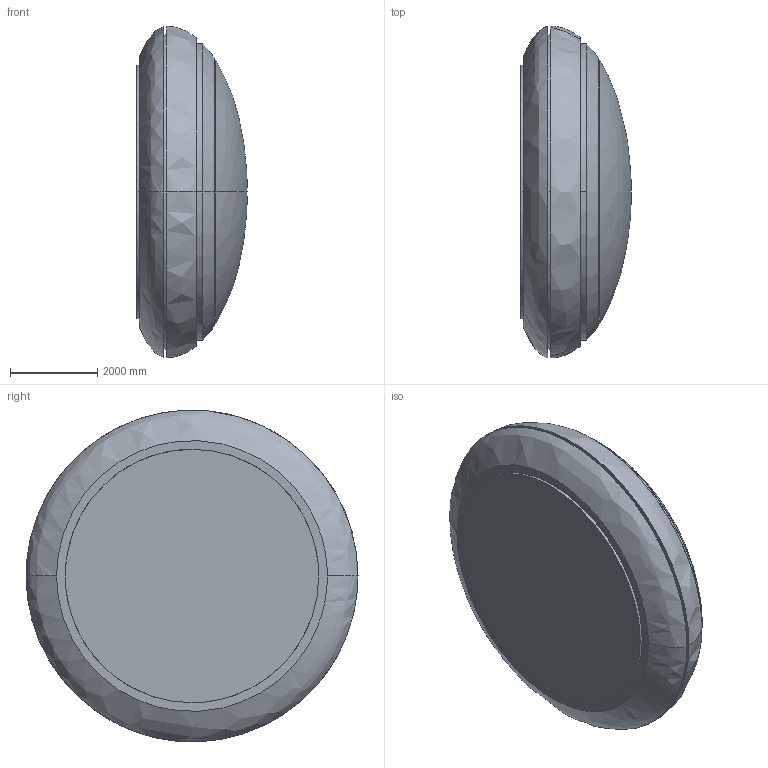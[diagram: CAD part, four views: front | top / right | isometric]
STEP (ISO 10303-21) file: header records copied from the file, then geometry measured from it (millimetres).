
FILE_DESCRIPTION(/* description */ (''),/* implementation_level */ '2;1');
FILE_NAME(/* name */ 'Pantarei_300_3D',/* time_stamp */ '2012-01-20T12:42:29+01:00',/* author */ (''),/* organization */ (''),/* preprocessor_version */ 'ST-DEVELOPER v10',/* originating_system */ '',/* authorisation */ '');
FILE_SCHEMA (('CONFIG_CONTROL_DESIGN'));
Length unit declared in the file: inch
Products named in the file (1): 1
Bounding box: 2540 x 7620 x 7613.03 mm (x, y, z)
Volume: 38658004317.2 mm3; surface area: 229854705.3 mm2
Topology: 3 solids, 3 shells, 73 faces, 163 edges, 92 vertices
Faces by surface type: bspline 66, plane 7
Entity records: 2829 total; most frequent: CARTESIAN_POINT 1906, ORIENTED_EDGE 310, EDGE_CURVE 155, VERTEX_POINT 92, EDGE_LOOP 77, ADVANCED_FACE 73, FACE_OUTER_BOUND 73, B_SPLINE_CURVE_WITH_KNOTS 20
